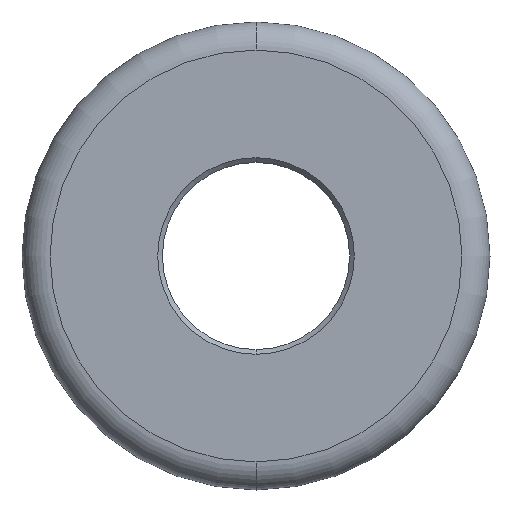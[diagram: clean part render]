
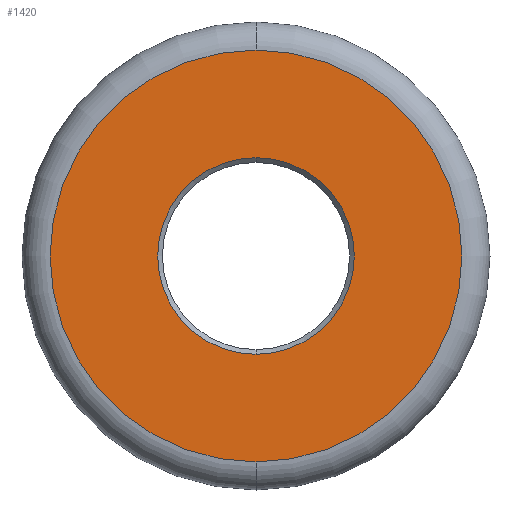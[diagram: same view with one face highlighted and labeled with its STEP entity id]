
A CAD part, front view. The second image highlights one B-rep face of the part: STEP entity #1420.
In plain terms, the highlighted planar face has unit normal (0, -1, 0).
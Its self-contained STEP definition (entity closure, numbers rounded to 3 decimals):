
#30 = PLANE ( 'NONE',  #42 ) ;
#41 = CARTESIAN_POINT ( 'NONE',  ( 0., 0., -22. ) ) ;
#42 = AXIS2_PLACEMENT_3D ( 'NONE', #573, #441, #555 ) ;
#66 = ORIENTED_EDGE ( 'NONE', *, *, #1081, .T. ) ;
#95 = ORIENTED_EDGE ( 'NONE', *, *, #1007, .T. ) ;
#237 = CARTESIAN_POINT ( 'NONE',  ( 0., 0., 22. ) ) ;
#269 = EDGE_CURVE ( 'NONE', #505, #1618, #1161, .T. ) ;
#374 = CARTESIAN_POINT ( 'NONE',  ( 0., 0., 0. ) ) ;
#401 = AXIS2_PLACEMENT_3D ( 'NONE', #1765, #1491, #1213 ) ;
#410 = DIRECTION ( 'NONE',  ( 0., 1., 0. ) ) ;
#441 = DIRECTION ( 'NONE',  ( 0., -1., 0. ) ) ;
#505 = VERTEX_POINT ( 'NONE', #237 ) ;
#540 = EDGE_CURVE ( 'NONE', #1571, #1685, #622, .T. ) ;
#555 = DIRECTION ( 'NONE',  ( 0., 0., -1. ) ) ;
#573 = CARTESIAN_POINT ( 'NONE',  ( 10., 0., 0. ) ) ;
#622 = CIRCLE ( 'NONE', #741, 10.5 ) ;
#623 = CIRCLE ( 'NONE', #1635, 22. ) ;
#673 = DIRECTION ( 'NONE',  ( 0., 0., -1. ) ) ;
#694 = FACE_BOUND ( 'NONE', #1243, .T. ) ;
#741 = AXIS2_PLACEMENT_3D ( 'NONE', #1255, #410, #1118 ) ;
#751 = DIRECTION ( 'NONE',  ( 0., 0., -1. ) ) ;
#812 = DIRECTION ( 'NONE',  ( 0., -1., 0. ) ) ;
#1007 = EDGE_CURVE ( 'NONE', #1685, #1571, #1417, .T. ) ;
#1026 = DIRECTION ( 'NONE',  ( 0., -1., 0. ) ) ;
#1081 = EDGE_CURVE ( 'NONE', #1618, #505, #623, .T. ) ;
#1118 = DIRECTION ( 'NONE',  ( 0., 0., -1. ) ) ;
#1161 = CIRCLE ( 'NONE', #1557, 22. ) ;
#1200 = EDGE_LOOP ( 'NONE', ( #66, #1359 ) ) ;
#1213 = DIRECTION ( 'NONE',  ( 0., 0., -1. ) ) ;
#1243 = EDGE_LOOP ( 'NONE', ( #95, #1547 ) ) ;
#1250 = CARTESIAN_POINT ( 'NONE',  ( 0., 0., 10.5 ) ) ;
#1255 = CARTESIAN_POINT ( 'NONE',  ( 0., 0., 0. ) ) ;
#1261 = FACE_OUTER_BOUND ( 'NONE', #1200, .T. ) ;
#1314 = CARTESIAN_POINT ( 'NONE',  ( 0., 0., 0. ) ) ;
#1359 = ORIENTED_EDGE ( 'NONE', *, *, #269, .T. ) ;
#1417 = CIRCLE ( 'NONE', #401, 10.5 ) ;
#1420 = ADVANCED_FACE ( 'NONE', ( #694, #1261 ), #30, .T. ) ;
#1469 = CARTESIAN_POINT ( 'NONE',  ( 0., 0., -10.5 ) ) ;
#1491 = DIRECTION ( 'NONE',  ( 0., 1., 0. ) ) ;
#1547 = ORIENTED_EDGE ( 'NONE', *, *, #540, .T. ) ;
#1557 = AXIS2_PLACEMENT_3D ( 'NONE', #1314, #1026, #751 ) ;
#1571 = VERTEX_POINT ( 'NONE', #1250 ) ;
#1618 = VERTEX_POINT ( 'NONE', #41 ) ;
#1635 = AXIS2_PLACEMENT_3D ( 'NONE', #374, #812, #673 ) ;
#1685 = VERTEX_POINT ( 'NONE', #1469 ) ;
#1765 = CARTESIAN_POINT ( 'NONE',  ( 0., 0., 0. ) ) ;
